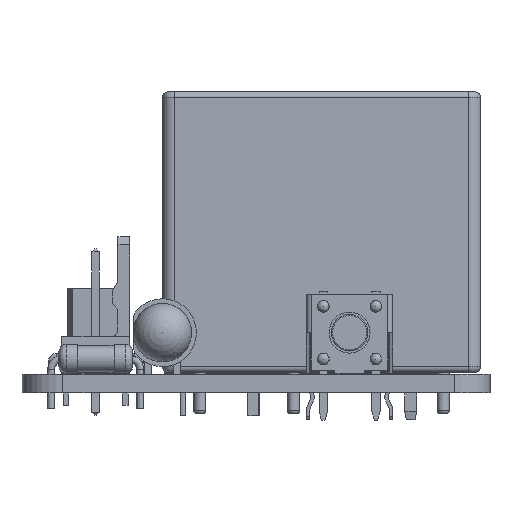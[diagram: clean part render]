
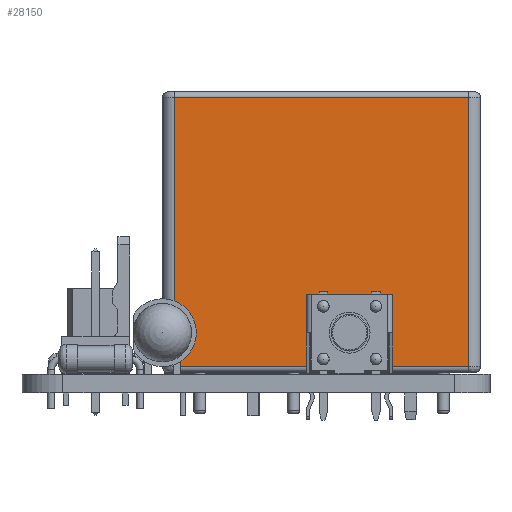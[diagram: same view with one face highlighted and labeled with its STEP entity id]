
A CAD part, left-side view. The second image highlights one B-rep face of the part: STEP entity #28150.
In plain terms, the highlighted face is planar.
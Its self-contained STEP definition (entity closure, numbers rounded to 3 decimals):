
#2109=PLANE('',#29893);
#3547=FACE_OUTER_BOUND('',#5271,.T.);
#5271=EDGE_LOOP('',(#24397,#24398,#24399,#24400));
#8664=LINE('',#49920,#11671);
#8673=LINE('',#49972,#11680);
#8676=LINE('',#49980,#11683);
#8677=LINE('',#49981,#11684);
#11671=VECTOR('',#35690,1.);
#11680=VECTOR('',#35731,1.);
#11683=VECTOR('',#35740,1.);
#11684=VECTOR('',#35741,1.);
#14040=VERTEX_POINT('',#49911);
#14042=VERTEX_POINT('',#49919);
#14051=VERTEX_POINT('',#49971);
#14053=VERTEX_POINT('',#49979);
#17542=EDGE_CURVE('',#14040,#14042,#8664,.T.);
#17560=EDGE_CURVE('',#14040,#14051,#8673,.T.);
#17564=EDGE_CURVE('',#14051,#14053,#8676,.T.);
#17565=EDGE_CURVE('',#14042,#14053,#8677,.T.);
#24397=ORIENTED_EDGE('',*,*,#17560,.T.);
#24398=ORIENTED_EDGE('',*,*,#17564,.T.);
#24399=ORIENTED_EDGE('',*,*,#17565,.F.);
#24400=ORIENTED_EDGE('',*,*,#17542,.F.);
#28150=ADVANCED_FACE('',(#3547),#2109,.T.);
#29893=AXIS2_PLACEMENT_3D('',#49978,#35738,#35739);
#35690=DIRECTION('',(0.,-1.,0.));
#35731=DIRECTION('',(0.,0.,1.));
#35738=DIRECTION('center_axis',(1.,0.,0.));
#35739=DIRECTION('ref_axis',(0.,-1.,0.));
#35740=DIRECTION('',(0.,-1.,0.));
#35741=DIRECTION('',(0.,0.,1.));
#49911=CARTESIAN_POINT('',(49.,2.2,0.6));
#49919=CARTESIAN_POINT('',(49.,-23.,0.6));
#49920=CARTESIAN_POINT('',(49.,2.2,0.6));
#49971=CARTESIAN_POINT('',(49.,2.2,23.6));
#49972=CARTESIAN_POINT('',(49.,2.2,0.1));
#49978=CARTESIAN_POINT('Origin',(49.,3.2,0.1));
#49979=CARTESIAN_POINT('',(49.,-23.,23.6));
#49980=CARTESIAN_POINT('',(49.,2.2,23.6));
#49981=CARTESIAN_POINT('',(49.,-23.,0.1));
